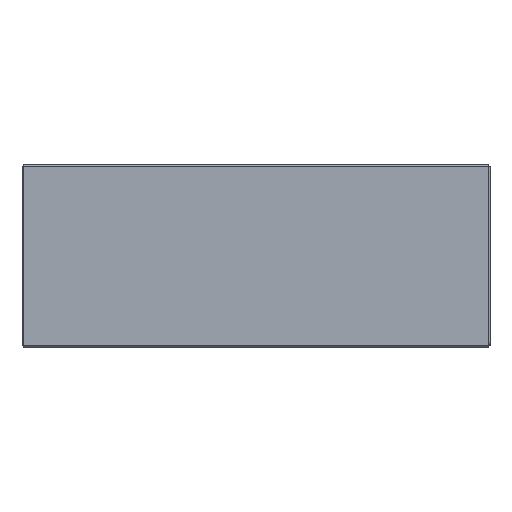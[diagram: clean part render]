
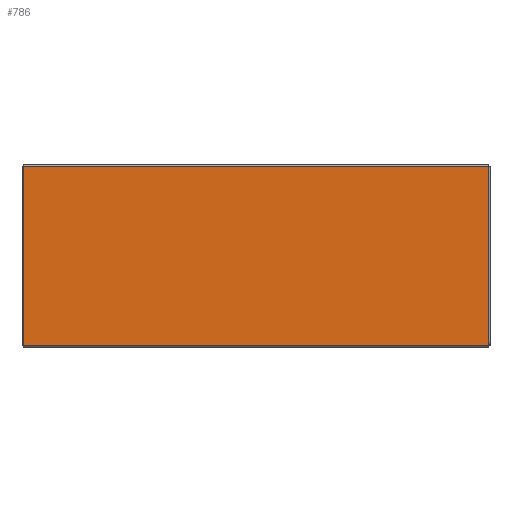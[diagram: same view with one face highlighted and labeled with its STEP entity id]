
A CAD part, top view. The second image highlights one B-rep face of the part: STEP entity #786.
In plain terms, the highlighted planar face has unit normal (0, 0, 1).
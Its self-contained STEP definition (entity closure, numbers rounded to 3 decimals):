
#11 = LINE ( 'NONE', #1062, #1469 ) ;
#39 = CARTESIAN_POINT ( 'NONE',  ( 0., 0., 0. ) ) ;
#106 = CARTESIAN_POINT ( 'NONE',  ( -350., 134.5, 0. ) ) ;
#159 = EDGE_LOOP ( 'NONE', ( #687, #1257, #1230, #905 ) ) ;
#165 = DIRECTION ( 'NONE',  ( 1., 0., 0. ) ) ;
#184 = LINE ( 'NONE', #823, #920 ) ;
#230 = VERTEX_POINT ( 'NONE', #106 ) ;
#299 = DIRECTION ( 'NONE',  ( -1., 0., 0. ) ) ;
#312 = VERTEX_POINT ( 'NONE', #906 ) ;
#413 = EDGE_CURVE ( 'NONE', #483, #230, #747, .T. ) ;
#458 = CARTESIAN_POINT ( 'NONE',  ( 350., -134.5, 0. ) ) ;
#483 = VERTEX_POINT ( 'NONE', #1590 ) ;
#489 = EDGE_CURVE ( 'NONE', #312, #230, #11, .T. ) ;
#535 = EDGE_CURVE ( 'NONE', #312, #1323, #184, .T. ) ;
#546 = CARTESIAN_POINT ( 'NONE',  ( -350., -134.5, 0. ) ) ;
#556 = DIRECTION ( 'NONE',  ( 0., 1., 0. ) ) ;
#687 = ORIENTED_EDGE ( 'NONE', *, *, #489, .T. ) ;
#747 = LINE ( 'NONE', #546, #819 ) ;
#760 = CARTESIAN_POINT ( 'NONE',  ( -353., -134.5, 0. ) ) ;
#772 = DIRECTION ( 'NONE',  ( 1., 0., 0. ) ) ;
#786 = ADVANCED_FACE ( 'NONE', ( #1081 ), #1466, .T. ) ;
#819 = VECTOR ( 'NONE', #556, 1000. ) ;
#823 = CARTESIAN_POINT ( 'NONE',  ( 350., 134.5, 0. ) ) ;
#905 = ORIENTED_EDGE ( 'NONE', *, *, #535, .F. ) ;
#906 = CARTESIAN_POINT ( 'NONE',  ( 350., 134.5, 0. ) ) ;
#920 = VECTOR ( 'NONE', #1476, 1000. ) ;
#936 = AXIS2_PLACEMENT_3D ( 'NONE', #39, #1343, #165 ) ;
#1062 = CARTESIAN_POINT ( 'NONE',  ( -353., 134.5, 0. ) ) ;
#1081 = FACE_OUTER_BOUND ( 'NONE', #159, .T. ) ;
#1224 = LINE ( 'NONE', #760, #1524 ) ;
#1230 = ORIENTED_EDGE ( 'NONE', *, *, #1613, .T. ) ;
#1257 = ORIENTED_EDGE ( 'NONE', *, *, #413, .F. ) ;
#1323 = VERTEX_POINT ( 'NONE', #458 ) ;
#1343 = DIRECTION ( 'NONE',  ( 0., 0., 1. ) ) ;
#1466 = PLANE ( 'NONE',  #936 ) ;
#1469 = VECTOR ( 'NONE', #299, 1000. ) ;
#1476 = DIRECTION ( 'NONE',  ( 0., -1., 0. ) ) ;
#1524 = VECTOR ( 'NONE', #772, 1000. ) ;
#1590 = CARTESIAN_POINT ( 'NONE',  ( -350., -134.5, 0. ) ) ;
#1613 = EDGE_CURVE ( 'NONE', #483, #1323, #1224, .T. ) ;
